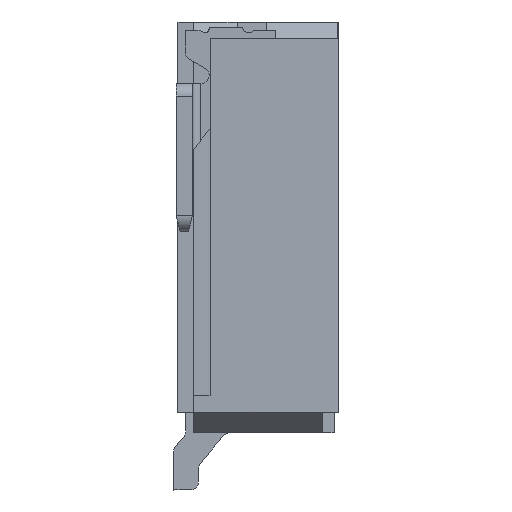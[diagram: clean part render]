
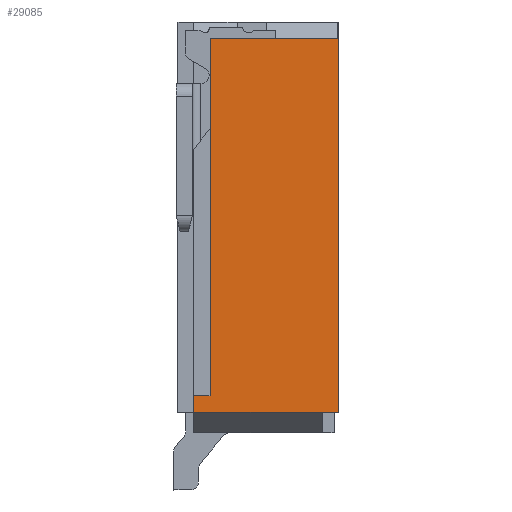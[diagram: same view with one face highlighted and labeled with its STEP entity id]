
A CAD part, front view. The second image highlights one B-rep face of the part: STEP entity #29085.
In plain terms, the highlighted planar face has unit normal (0, -1, 0).
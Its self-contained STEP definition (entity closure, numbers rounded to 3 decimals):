
#21802=DIRECTION('',(0.,0.,1.));
#21803=VECTOR('',#21802,4.55);
#21804=CARTESIAN_POINT('',(1.95,-14.15,0.25));
#21805=LINE('',#21804,#21803);
#22639=DIRECTION('',(-1.,0.,0.));
#22640=VECTOR('',#22639,1.56);
#22641=CARTESIAN_POINT('',(1.95,-14.15,4.8));
#22642=LINE('',#22641,#22640);
#22655=DIRECTION('',(-1.,0.,0.));
#22656=VECTOR('',#22655,0.19);
#22657=CARTESIAN_POINT('',(1.95,-14.15,0.25));
#22658=LINE('',#22657,#22656);
#22659=DIRECTION('',(-1.,0.,0.));
#22660=VECTOR('',#22659,1.57);
#22661=CARTESIAN_POINT('',(1.76,-14.15,0.25));
#22662=LINE('',#22661,#22660);
#22663=DIRECTION('',(0.,0.,1.));
#22664=VECTOR('',#22663,0.2);
#22665=CARTESIAN_POINT('',(0.19,-14.15,0.25));
#22666=LINE('',#22665,#22664);
#22675=DIRECTION('',(0.,0.,-1.));
#22676=VECTOR('',#22675,4.35);
#22677=CARTESIAN_POINT('',(0.39,-14.15,4.8));
#22678=LINE('',#22677,#22676);
#23952=DIRECTION('',(-1.,0.,0.));
#23953=VECTOR('',#23952,0.2);
#23954=CARTESIAN_POINT('',(0.39,-14.15,0.45));
#23955=LINE('',#23954,#23953);
#25103=CARTESIAN_POINT('',(1.95,-14.15,0.25));
#25104=CARTESIAN_POINT('',(1.95,-14.15,4.8));
#25105=VERTEX_POINT('',#25103);
#25106=VERTEX_POINT('',#25104);
#25121=CARTESIAN_POINT('',(1.76,-14.15,0.25));
#25122=VERTEX_POINT('',#25121);
#25387=CARTESIAN_POINT('',(0.39,-14.15,4.8));
#25388=VERTEX_POINT('',#25387);
#25393=CARTESIAN_POINT('',(0.39,-14.15,0.45));
#25394=VERTEX_POINT('',#25393);
#25395=CARTESIAN_POINT('',(0.19,-14.15,0.25));
#25396=VERTEX_POINT('',#25395);
#25397=CARTESIAN_POINT('',(0.19,-14.15,0.45));
#25398=VERTEX_POINT('',#25397);
#29067=CARTESIAN_POINT('',(1.07,-14.15,2.525));
#29068=DIRECTION('',(0.,1.,0.));
#29069=DIRECTION('',(0.,0.,-1.));
#29070=AXIS2_PLACEMENT_3D('',#29067,#29068,#29069);
#29071=PLANE('',#29070);
#29073=ORIENTED_EDGE('',*,*,#29072,.F.);
#29074=ORIENTED_EDGE('',*,*,#29056,.F.);
#29075=ORIENTED_EDGE('',*,*,#27889,.F.);
#29076=ORIENTED_EDGE('',*,*,#27926,.T.);
#29078=ORIENTED_EDGE('',*,*,#29077,.T.);
#29080=ORIENTED_EDGE('',*,*,#29079,.T.);
#29082=ORIENTED_EDGE('',*,*,#29081,.F.);
#29083=EDGE_LOOP('',(#29073,#29074,#29075,#29076,#29078,#29080,#29082));
#29084=FACE_OUTER_BOUND('',#29083,.F.);
#27889=EDGE_CURVE('',#25105,#25106,#21805,.T.);
#27926=EDGE_CURVE('',#25105,#25122,#22658,.T.);
#29056=EDGE_CURVE('',#25106,#25388,#22642,.T.);
#29072=EDGE_CURVE('',#25388,#25394,#22678,.T.);
#29077=EDGE_CURVE('',#25122,#25396,#22662,.T.);
#29079=EDGE_CURVE('',#25396,#25398,#22666,.T.);
#29081=EDGE_CURVE('',#25394,#25398,#23955,.T.);
#29085=ADVANCED_FACE('',(#29084),#29071,.F.);
